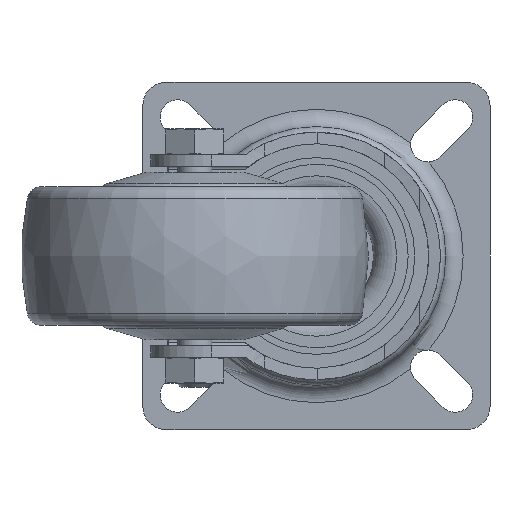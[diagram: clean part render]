
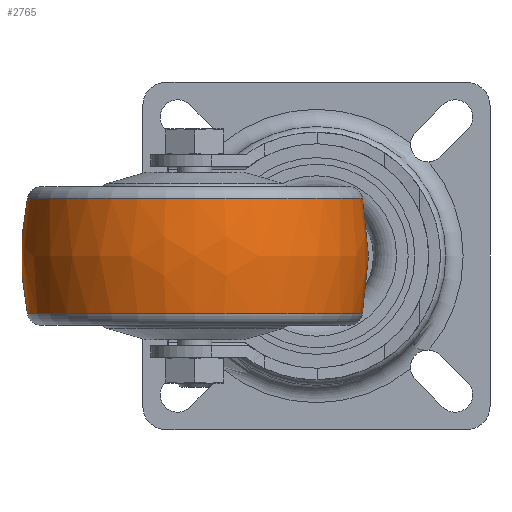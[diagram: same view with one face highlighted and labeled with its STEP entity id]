
A CAD part, front view. The second image highlights one B-rep face of the part: STEP entity #2765.
In plain terms, the highlighted free-form (B-spline) face has degree [2, 2] with [3, 9] control points.
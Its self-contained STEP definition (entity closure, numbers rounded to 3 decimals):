
#77=(
BOUNDED_SURFACE()
B_SPLINE_SURFACE(2,2,((#4664,#4665,#4666,#4667,#4668,#4669,#4670,#4671,
#4672),(#4673,#4674,#4675,#4676,#4677,#4678,#4679,#4680,#4681),(#4682,#4683,
#4684,#4685,#4686,#4687,#4688,#4689,#4690)),.UNSPECIFIED.,.F.,.T.,.F.)
B_SPLINE_SURFACE_WITH_KNOTS((3,3),(3,2,2,2,3),(-0.21,0.21),
(-3.142,-1.571,0.,1.571,3.142),
 .UNSPECIFIED.)
GEOMETRIC_REPRESENTATION_ITEM()
RATIONAL_B_SPLINE_SURFACE(((1.,0.707,1.,0.707,1.,
0.707,1.,0.707,1.),(0.978,0.692,
0.978,0.692,0.978,0.692,0.978,
0.692,0.978),(1.,0.707,1.,0.707,
1.,0.707,1.,0.707,1.)))
REPRESENTATION_ITEM('')
SURFACE()
);
#628=FACE_OUTER_BOUND('',#819,.T.);
#819=EDGE_LOOP('',(#2073,#2074,#2075,#2076));
#1017=CIRCLE('',#3199,28.945);
#1018=CIRCLE('',#3200,48.125);
#1019=CIRCLE('',#3201,28.945);
#1259=VERTEX_POINT('',#4661);
#1260=VERTEX_POINT('',#4691);
#1557=EDGE_CURVE('',#1259,#1259,#1017,.T.);
#1558=EDGE_CURVE('',#1259,#1260,#1018,.T.);
#1559=EDGE_CURVE('',#1260,#1260,#1019,.T.);
#2073=ORIENTED_EDGE('',*,*,#1557,.F.);
#2074=ORIENTED_EDGE('',*,*,#1558,.T.);
#2075=ORIENTED_EDGE('',*,*,#1559,.T.);
#2076=ORIENTED_EDGE('',*,*,#1558,.F.);
#2765=ADVANCED_FACE('',(#628),#77,.F.);
#3199=AXIS2_PLACEMENT_3D('',#4663,#3738,#3739);
#3200=AXIS2_PLACEMENT_3D('',#4692,#3740,#3741);
#3201=AXIS2_PLACEMENT_3D('',#4693,#3742,#3743);
#3738=DIRECTION('center_axis',(1.,0.,0.));
#3739=DIRECTION('ref_axis',(0.,0.,-1.));
#3740=DIRECTION('center_axis',(0.,-1.,0.));
#3741=DIRECTION('ref_axis',(0.,0.,1.));
#3742=DIRECTION('center_axis',(1.,0.,0.));
#3743=DIRECTION('ref_axis',(0.,0.,-1.));
#4661=CARTESIAN_POINT('',(24.021,0.,28.945));
#4663=CARTESIAN_POINT('Origin',(24.021,0.,0.));
#4664=CARTESIAN_POINT('Ctrl Pts',(3.979,0.,28.945));
#4665=CARTESIAN_POINT('Ctrl Pts',(3.979,-28.945,28.945));
#4666=CARTESIAN_POINT('Ctrl Pts',(3.979,-28.945,0.));
#4667=CARTESIAN_POINT('Ctrl Pts',(3.979,-28.945,-28.945));
#4668=CARTESIAN_POINT('Ctrl Pts',(3.979,0.,-28.945));
#4669=CARTESIAN_POINT('Ctrl Pts',(3.979,28.945,-28.945));
#4670=CARTESIAN_POINT('Ctrl Pts',(3.979,28.945,0.));
#4671=CARTESIAN_POINT('Ctrl Pts',(3.979,28.945,28.945));
#4672=CARTESIAN_POINT('Ctrl Pts',(3.979,0.,28.945));
#4673=CARTESIAN_POINT('Ctrl Pts',(14.,0.,31.078));
#4674=CARTESIAN_POINT('Ctrl Pts',(14.,-31.078,31.078));
#4675=CARTESIAN_POINT('Ctrl Pts',(14.,-31.078,0.));
#4676=CARTESIAN_POINT('Ctrl Pts',(14.,-31.078,-31.078));
#4677=CARTESIAN_POINT('Ctrl Pts',(14.,0.,-31.078));
#4678=CARTESIAN_POINT('Ctrl Pts',(14.,31.078,-31.078));
#4679=CARTESIAN_POINT('Ctrl Pts',(14.,31.078,0.));
#4680=CARTESIAN_POINT('Ctrl Pts',(14.,31.078,31.078));
#4681=CARTESIAN_POINT('Ctrl Pts',(14.,0.,31.078));
#4682=CARTESIAN_POINT('Ctrl Pts',(24.021,0.,28.945));
#4683=CARTESIAN_POINT('Ctrl Pts',(24.021,-28.945,28.945));
#4684=CARTESIAN_POINT('Ctrl Pts',(24.021,-28.945,0.));
#4685=CARTESIAN_POINT('Ctrl Pts',(24.021,-28.945,-28.945));
#4686=CARTESIAN_POINT('Ctrl Pts',(24.021,0.,-28.945));
#4687=CARTESIAN_POINT('Ctrl Pts',(24.021,28.945,-28.945));
#4688=CARTESIAN_POINT('Ctrl Pts',(24.021,28.945,0.));
#4689=CARTESIAN_POINT('Ctrl Pts',(24.021,28.945,28.945));
#4690=CARTESIAN_POINT('Ctrl Pts',(24.021,0.,28.945));
#4691=CARTESIAN_POINT('',(3.979,0.,28.945));
#4692=CARTESIAN_POINT('Origin',(14.,0.,-18.125));
#4693=CARTESIAN_POINT('Origin',(3.979,0.,0.));
